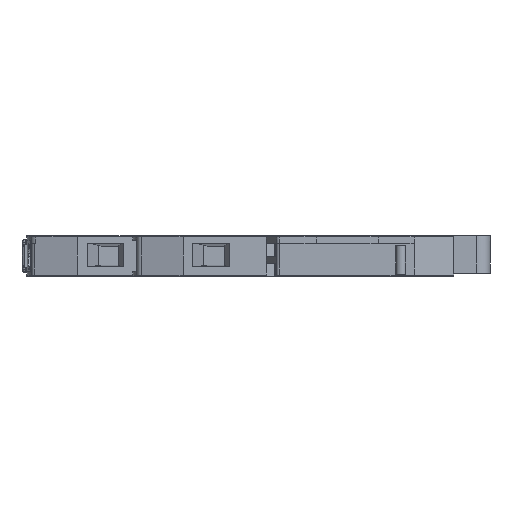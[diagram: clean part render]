
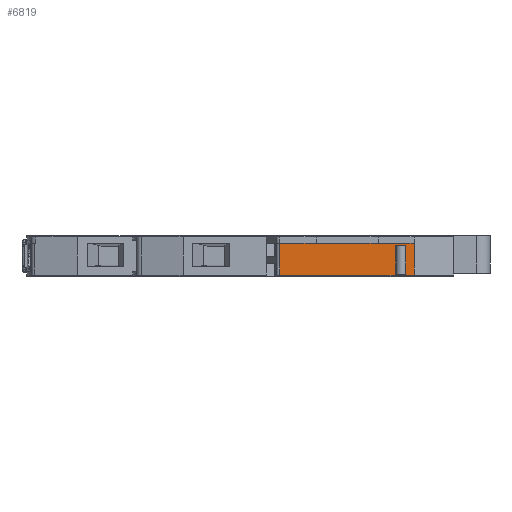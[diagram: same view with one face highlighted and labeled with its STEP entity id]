
A CAD part, left-side view. The second image highlights one B-rep face of the part: STEP entity #6819.
In plain terms, the highlighted planar face has unit normal (-1, 0, 0).
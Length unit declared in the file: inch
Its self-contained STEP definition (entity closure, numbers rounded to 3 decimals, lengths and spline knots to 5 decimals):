
#94 = VERTEX_POINT ( 'NONE', #7764 ) ;
#266 = CARTESIAN_POINT ( 'NONE',  ( -1.55512, -0.92323, -0.01987 ) ) ;
#268 = LINE ( 'NONE', #3590, #3628 ) ;
#521 = EDGE_LOOP ( 'NONE', ( #2823, #639, #11002, #15909, #892, #12885 ) ) ;
#639 = ORIENTED_EDGE ( 'NONE', *, *, #4622, .T. ) ;
#671 = CARTESIAN_POINT ( 'NONE',  ( -1.55512, -0.8937, 0.06084 ) ) ;
#780 = VERTEX_POINT ( 'NONE', #869 ) ;
#869 = CARTESIAN_POINT ( 'NONE',  ( -1.55512, -0.17011, 0.07462 ) ) ;
#892 = ORIENTED_EDGE ( 'NONE', *, *, #15204, .F. ) ;
#1633 = ORIENTED_EDGE ( 'NONE', *, *, #15984, .T. ) ;
#1668 = B_SPLINE_CURVE_WITH_KNOTS ( 'NONE', 3,
 ( #5168, #4881, #12263, #17992 ),
 .UNSPECIFIED., .F., .F.,
 ( 4, 4 ),
 ( 0., 1. ),
 .UNSPECIFIED. ) ;
#1734 = DIRECTION ( 'NONE',  ( 0., 0., -1. ) ) ;
#2008 = VERTEX_POINT ( 'NONE', #15416 ) ;
#2154 = DIRECTION ( 'NONE',  ( 0., -1., 0. ) ) ;
#2220 = DIRECTION ( 'NONE',  ( 0., 0., -1. ) ) ;
#2782 = CARTESIAN_POINT ( 'NONE',  ( -1.55512, -0.97244, 0.00375 ) ) ;
#2823 = ORIENTED_EDGE ( 'NONE', *, *, #8219, .F. ) ;
#3590 = CARTESIAN_POINT ( 'NONE',  ( -1.55512, -0.86417, -0.01987 ) ) ;
#3628 = VECTOR ( 'NONE', #16497, 39.37008 ) ;
#4058 = EDGE_CURVE ( 'NONE', #94, #2008, #7555, .T. ) ;
#4220 = ORIENTED_EDGE ( 'NONE', *, *, #18520, .F. ) ;
#4306 = VERTEX_POINT ( 'NONE', #18195 ) ;
#4327 = VECTOR ( 'NONE', #1734, 39.37008 ) ;
#4411 = VECTOR ( 'NONE', #7269, 39.37008 ) ;
#4475 = CARTESIAN_POINT ( 'NONE',  ( -1.55512, -0.97244, 0.07462 ) ) ;
#4622 = EDGE_CURVE ( 'NONE', #780, #17221, #4783, .T. ) ;
#4647 = CARTESIAN_POINT ( 'NONE',  ( -1.55512, -0.86417, 0.06084 ) ) ;
#4652 = CARTESIAN_POINT ( 'NONE',  ( -1.55512, -0.17011, 0.07462 ) ) ;
#4715 = VECTOR ( 'NONE', #15720, 39.37008 ) ;
#4783 = LINE ( 'NONE', #16822, #11363 ) ;
#4881 = CARTESIAN_POINT ( 'NONE',  ( -1.55512, -0.82934, 0.07462 ) ) ;
#4969 = ORIENTED_EDGE ( 'NONE', *, *, #4058, .T. ) ;
#5168 = CARTESIAN_POINT ( 'NONE',  ( -1.55512, -0.75779, 0.07462 ) ) ;
#5867 = B_SPLINE_CURVE_WITH_KNOTS ( 'NONE', 3,
 ( #4652, #7407, #17482, #16150 ),
 .UNSPECIFIED., .F., .F.,
 ( 4, 4 ),
 ( 0., 1. ),
 .UNSPECIFIED. ) ;
#6819 = ADVANCED_FACE ( 'NONE', ( #15927, #11242 ), #8409, .T. ) ;
#7269 = DIRECTION ( 'NONE',  ( 0., -1., 0. ) ) ;
#7407 = CARTESIAN_POINT ( 'NONE',  ( -1.55512, -0.24296, 0.07462 ) ) ;
#7458 = LINE ( 'NONE', #17444, #4411 ) ;
#7555 = LINE ( 'NONE', #266, #8938 ) ;
#7764 = CARTESIAN_POINT ( 'NONE',  ( -1.55512, -0.92323, 0.06084 ) ) ;
#8153 = CARTESIAN_POINT ( 'NONE',  ( -1.55512, -0.75779, 0.07462 ) ) ;
#8219 = EDGE_CURVE ( 'NONE', #780, #4306, #5867, .T. ) ;
#8409 = PLANE ( 'NONE',  #14899 ) ;
#8543 = LINE ( 'NONE', #2782, #4327 ) ;
#8938 = VECTOR ( 'NONE', #14618, 39.37008 ) ;
#10000 = EDGE_CURVE ( 'NONE', #11941, #2008, #14790, .T. ) ;
#10009 = CARTESIAN_POINT ( 'NONE',  ( -1.55512, -0.78584, -0.11436 ) ) ;
#10445 = VERTEX_POINT ( 'NONE', #8153 ) ;
#10446 = DIRECTION ( 'NONE',  ( 0., 1., 0. ) ) ;
#10757 = ORIENTED_EDGE ( 'NONE', *, *, #10000, .F. ) ;
#10853 = CARTESIAN_POINT ( 'NONE',  ( -1.55512, -0.8937, -0.10845 ) ) ;
#10910 = EDGE_CURVE ( 'NONE', #4306, #10445, #7458, .T. ) ;
#11002 = ORIENTED_EDGE ( 'NONE', *, *, #11396, .T. ) ;
#11117 = VERTEX_POINT ( 'NONE', #16084 ) ;
#11242 = FACE_OUTER_BOUND ( 'NONE', #521, .T. ) ;
#11363 = VECTOR ( 'NONE', #2220, 39.37008 ) ;
#11396 = EDGE_CURVE ( 'NONE', #17221, #11117, #11697, .T. ) ;
#11697 = LINE ( 'NONE', #10009, #4715 ) ;
#11708 = CARTESIAN_POINT ( 'NONE',  ( -1.55512, -0.17011, -0.11436 ) ) ;
#11941 = VERTEX_POINT ( 'NONE', #15465 ) ;
#12263 = CARTESIAN_POINT ( 'NONE',  ( -1.55512, -0.90089, 0.07462 ) ) ;
#12885 = ORIENTED_EDGE ( 'NONE', *, *, #10910, .F. ) ;
#13634 = LINE ( 'NONE', #671, #13957 ) ;
#13957 = VECTOR ( 'NONE', #10446, 39.37008 ) ;
#14618 = DIRECTION ( 'NONE',  ( 0., 0., -1. ) ) ;
#14790 = LINE ( 'NONE', #10853, #17031 ) ;
#14899 = AXIS2_PLACEMENT_3D ( 'NONE', #16975, #15833, #17251 ) ;
#15204 = EDGE_CURVE ( 'NONE', #10445, #17391, #1668, .T. ) ;
#15416 = CARTESIAN_POINT ( 'NONE',  ( -1.55512, -0.92323, -0.10845 ) ) ;
#15465 = CARTESIAN_POINT ( 'NONE',  ( -1.55512, -0.86417, -0.10845 ) ) ;
#15663 = VERTEX_POINT ( 'NONE', #4647 ) ;
#15720 = DIRECTION ( 'NONE',  ( 0., -1., 0. ) ) ;
#15824 = EDGE_LOOP ( 'NONE', ( #4220, #4969, #10757, #1633 ) ) ;
#15833 = DIRECTION ( 'NONE',  ( -1., 0., 0. ) ) ;
#15909 = ORIENTED_EDGE ( 'NONE', *, *, #18393, .F. ) ;
#15927 = FACE_BOUND ( 'NONE', #15824, .T. ) ;
#15984 = EDGE_CURVE ( 'NONE', #11941, #15663, #268, .T. ) ;
#16084 = CARTESIAN_POINT ( 'NONE',  ( -1.55512, -0.97244, -0.11436 ) ) ;
#16150 = CARTESIAN_POINT ( 'NONE',  ( -1.55512, -0.38866, 0.07462 ) ) ;
#16497 = DIRECTION ( 'NONE',  ( 0., 0., 1. ) ) ;
#16822 = CARTESIAN_POINT ( 'NONE',  ( -1.55512, -0.17011, -0.01987 ) ) ;
#16975 = CARTESIAN_POINT ( 'NONE',  ( -1.55512, -0.78584, -0.01987 ) ) ;
#17031 = VECTOR ( 'NONE', #2154, 39.37008 ) ;
#17221 = VERTEX_POINT ( 'NONE', #11708 ) ;
#17251 = DIRECTION ( 'NONE',  ( 0., 0., 1. ) ) ;
#17391 = VERTEX_POINT ( 'NONE', #4475 ) ;
#17444 = CARTESIAN_POINT ( 'NONE',  ( -1.55512, -0.75779, 0.07462 ) ) ;
#17482 = CARTESIAN_POINT ( 'NONE',  ( -1.55512, -0.31581, 0.07462 ) ) ;
#17992 = CARTESIAN_POINT ( 'NONE',  ( -1.55512, -0.97244, 0.07462 ) ) ;
#18195 = CARTESIAN_POINT ( 'NONE',  ( -1.55512, -0.38866, 0.07462 ) ) ;
#18393 = EDGE_CURVE ( 'NONE', #17391, #11117, #8543, .T. ) ;
#18520 = EDGE_CURVE ( 'NONE', #94, #15663, #13634, .T. ) ;
